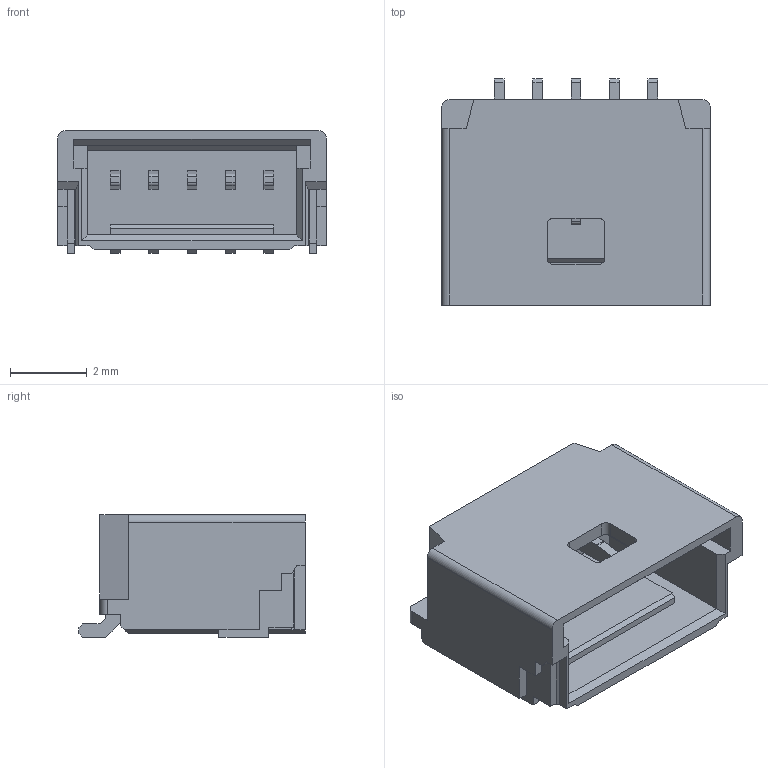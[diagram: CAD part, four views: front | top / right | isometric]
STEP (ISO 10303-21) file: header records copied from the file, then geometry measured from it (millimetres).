
FILE_DESCRIPTION(('FreeCAD Model'),'2;1');
FILE_NAME( 'MOLEX Pico-Clasp 5-xy.step', '2018-11-27T19:01:55',('Author'),(''), 'Open CASCADE STEP processor 7.2','FreeCAD','Unknown');
FILE_SCHEMA(('AUTOMOTIVE_DESIGN_CC2 { 1 2 10303 214 -1 1 5 4 }'));
Length unit declared in the file: millimetre
Products named in the file (1): 5015680507_v1
Bounding box: 7 x 5.9 x 3.2 mm (x, y, z)
Volume: 60 mm3; surface area: 239.9 mm2
Topology: 1 solids, 1 shells, 201 faces, 571 edges, 378 vertices
Faces by surface type: plane 173, cylinder 28
Entity records: 13984 total; most frequent: CARTESIAN_POINT 2491, DIRECTION 2140, LINE 1601, VECTOR 1601, ORIENTED_EDGE 1142, PCURVE 1142, DEFINITIONAL_REPRESENTATION 1142, EDGE_CURVE 571
